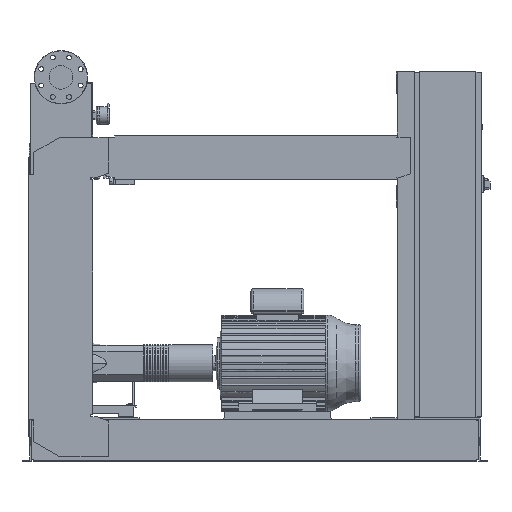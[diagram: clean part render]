
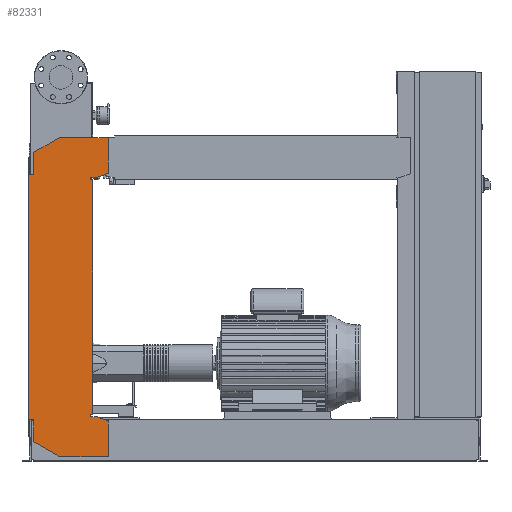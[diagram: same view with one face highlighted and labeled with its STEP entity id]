
A CAD part, front view. The second image highlights one B-rep face of the part: STEP entity #82331.
In plain terms, the highlighted free-form (B-spline) face has degree [1, 1] with [2, 2] control points.
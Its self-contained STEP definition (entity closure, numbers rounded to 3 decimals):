
#81816=CARTESIAN_POINT('',(-102.0,-234.5,1076.0));
#81817=VERTEX_POINT('',#81816);
#81824=CARTESIAN_POINT('',(-102.0,-234.5,1158.574));
#81825=VERTEX_POINT('',#81824);
#81826=CARTESIAN_POINT('',(-102.0,-234.5,1076.0));
#81827=DIRECTION('',(0.0,0.0,1.0));
#81828=VECTOR('',#81827,82.574);
#81829=LINE('',#81826,#81828);
#81830=EDGE_CURVE('',#81817,#81825,#81829,.T.);
#81848=CARTESIAN_POINT('',(-6.,-234.5,1214.0));
#81849=VERTEX_POINT('',#81848);
#81850=CARTESIAN_POINT('',(-102.0,-234.5,1158.574));
#81851=DIRECTION('',(0.866,0.0,0.5));
#81852=VECTOR('',#81851,110.851);
#81853=LINE('',#81850,#81852);
#81854=EDGE_CURVE('',#81825,#81849,#81853,.T.);
#81872=CARTESIAN_POINT('',(177.0,-234.5,1214.0));
#81873=VERTEX_POINT('',#81872);
#81874=CARTESIAN_POINT('',(-6.,-234.5,1214.0));
#81875=DIRECTION('',(1.0,0.0,0.0));
#81876=VECTOR('',#81875,183.0);
#81877=LINE('',#81874,#81876);
#81878=EDGE_CURVE('',#81849,#81873,#81877,.T.);
#81896=CARTESIAN_POINT('',(177.0,-234.5,1080.379));
#81897=VERTEX_POINT('',#81896);
#81898=CARTESIAN_POINT('',(177.0,-234.5,1214.0));
#81899=DIRECTION('',(0.0,0.0,-1.0));
#81900=VECTOR('',#81899,133.621);
#81901=LINE('',#81898,#81900);
#81902=EDGE_CURVE('',#81873,#81897,#81901,.T.);
#81920=CARTESIAN_POINT('',(132.,-234.5,1064.0));
#81921=VERTEX_POINT('',#81920);
#81922=CARTESIAN_POINT('',(177.0,-234.5,1080.379));
#81923=DIRECTION('',(-0.94,0.,-0.342));
#81924=VECTOR('',#81923,47.888);
#81925=LINE('',#81922,#81924);
#81926=EDGE_CURVE('',#81897,#81921,#81925,.T.);
#81944=CARTESIAN_POINT('',(112.0,-234.5,1064.0));
#81945=VERTEX_POINT('',#81944);
#81946=CARTESIAN_POINT('',(132.,-234.5,1064.0));
#81947=DIRECTION('',(-1.0,0.0,0.0));
#81948=VECTOR('',#81947,20.);
#81949=LINE('',#81946,#81948);
#81950=EDGE_CURVE('',#81921,#81945,#81949,.T.);
#81968=CARTESIAN_POINT('',(112.0,-234.5,1056.0));
#81969=VERTEX_POINT('',#81968);
#81970=CARTESIAN_POINT('',(112.0,-234.5,1064.0));
#81971=DIRECTION('',(0.0,0.0,-1.0));
#81972=VECTOR('',#81971,8.0);
#81973=LINE('',#81970,#81972);
#81974=EDGE_CURVE('',#81945,#81969,#81973,.T.);
#81992=CARTESIAN_POINT('',(120.,-234.5,1056.0));
#81993=VERTEX_POINT('',#81992);
#81994=CARTESIAN_POINT('',(112.0,-234.5,1056.0));
#81995=DIRECTION('',(1.0,0.0,0.0));
#81996=VECTOR('',#81995,8.);
#81997=LINE('',#81994,#81996);
#81998=EDGE_CURVE('',#81969,#81993,#81997,.T.);
#82016=CARTESIAN_POINT('',(120.,-234.5,176.));
#82017=VERTEX_POINT('',#82016);
#82028=CARTESIAN_POINT('',(120.,-234.5,1056.0));
#82029=DIRECTION('',(0.0,0.0,-1.0));
#82030=VECTOR('',#82029,880.);
#82031=LINE('',#82028,#82030);
#82032=EDGE_CURVE('',#81993,#82017,#82031,.T.);
#82046=CARTESIAN_POINT('',(112.,-234.5,176.));
#82047=VERTEX_POINT('',#82046);
#82048=CARTESIAN_POINT('',(120.,-234.5,176.));
#82049=DIRECTION('',(-1.0,0.0,0.0));
#82050=VECTOR('',#82049,8.);
#82051=LINE('',#82048,#82050);
#82052=EDGE_CURVE('',#82017,#82047,#82051,.T.);
#82070=CARTESIAN_POINT('',(112.,-234.5,168.));
#82071=VERTEX_POINT('',#82070);
#82072=CARTESIAN_POINT('',(112.,-234.5,176.));
#82073=DIRECTION('',(0.0,0.0,-1.0));
#82074=VECTOR('',#82073,8.0);
#82075=LINE('',#82072,#82074);
#82076=EDGE_CURVE('',#82047,#82071,#82075,.T.);
#82094=CARTESIAN_POINT('',(132.,-234.5,168.));
#82095=VERTEX_POINT('',#82094);
#82096=CARTESIAN_POINT('',(112.,-234.5,168.));
#82097=DIRECTION('',(1.0,0.0,0.0));
#82098=VECTOR('',#82097,20.0);
#82099=LINE('',#82096,#82098);
#82100=EDGE_CURVE('',#82071,#82095,#82099,.T.);
#82118=CARTESIAN_POINT('',(177.,-234.5,151.621));
#82119=VERTEX_POINT('',#82118);
#82120=CARTESIAN_POINT('',(132.,-234.5,168.));
#82121=DIRECTION('',(0.94,0.,-0.342));
#82122=VECTOR('',#82121,47.888);
#82123=LINE('',#82120,#82122);
#82124=EDGE_CURVE('',#82095,#82119,#82123,.T.);
#82142=CARTESIAN_POINT('',(177.,-234.5,18.0));
#82143=VERTEX_POINT('',#82142);
#82144=CARTESIAN_POINT('',(177.,-234.5,151.621));
#82145=DIRECTION('',(0.0,0.0,-1.0));
#82146=VECTOR('',#82145,133.621);
#82147=LINE('',#82144,#82146);
#82148=EDGE_CURVE('',#82119,#82143,#82147,.T.);
#82166=CARTESIAN_POINT('',(-4.,-234.5,18.0));
#82167=VERTEX_POINT('',#82166);
#82168=CARTESIAN_POINT('',(177.,-234.5,18.0));
#82169=DIRECTION('',(-1.0,0.0,0.0));
#82170=VECTOR('',#82169,181.);
#82171=LINE('',#82168,#82170);
#82172=EDGE_CURVE('',#82143,#82167,#82171,.T.);
#82190=CARTESIAN_POINT('',(-102.,-234.5,74.58));
#82191=VERTEX_POINT('',#82190);
#82192=CARTESIAN_POINT('',(-4.,-234.5,18.0));
#82193=DIRECTION('',(-0.866,0.0,0.5));
#82194=VECTOR('',#82193,113.161);
#82195=LINE('',#82192,#82194);
#82196=EDGE_CURVE('',#82167,#82191,#82195,.T.);
#82214=CARTESIAN_POINT('',(-102.,-234.5,156.0));
#82215=VERTEX_POINT('',#82214);
#82216=CARTESIAN_POINT('',(-102.,-234.5,74.58));
#82217=DIRECTION('',(0.0,0.0,1.0));
#82218=VECTOR('',#82217,81.42);
#82219=LINE('',#82216,#82218);
#82220=EDGE_CURVE('',#82191,#82215,#82219,.T.);
#82238=CARTESIAN_POINT('',(-122.,-234.5,156.0));
#82239=VERTEX_POINT('',#82238);
#82240=CARTESIAN_POINT('',(-102.,-234.5,156.0));
#82241=DIRECTION('',(-1.0,0.0,0.0));
#82242=VECTOR('',#82241,20.0);
#82243=LINE('',#82240,#82242);
#82244=EDGE_CURVE('',#82215,#82239,#82243,.T.);
#82262=CARTESIAN_POINT('',(-122.0,-234.5,1076.0));
#82263=VERTEX_POINT('',#82262);
#82276=CARTESIAN_POINT('',(-122.,-234.5,156.0));
#82277=DIRECTION('',(0.0,0.0,1.0));
#82278=VECTOR('',#82277,920.0);
#82279=LINE('',#82276,#82278);
#82280=EDGE_CURVE('',#82239,#82263,#82279,.T.);
#82294=CARTESIAN_POINT('',(-122.0,-234.5,1076.0));
#82295=DIRECTION('',(1.0,0.0,0.0));
#82296=VECTOR('',#82295,20.0);
#82297=LINE('',#82294,#82296);
#82298=EDGE_CURVE('',#82263,#81817,#82297,.T.);
#82304=CARTESIAN_POINT('',(-122.,-234.5,18.0));
#82305=CARTESIAN_POINT('',(177.0,-234.5,18.0));
#82306=CARTESIAN_POINT('',(-122.,-234.5,1214.0));
#82307=CARTESIAN_POINT('',(177.0,-234.5,1214.0));
#82308=B_SPLINE_SURFACE_WITH_KNOTS('',1,1,((#82304,#82306),(#82305,#82307)),.UNSPECIFIED.,.F.,.F.,.U.,(2,2),(2,2),(0.0,299.),(0.0,1196.0),.UNSPECIFIED.);
#82309=ORIENTED_EDGE('',*,*,#82298,.F.);
#82310=ORIENTED_EDGE('',*,*,#82280,.F.);
#82311=ORIENTED_EDGE('',*,*,#82244,.F.);
#82312=ORIENTED_EDGE('',*,*,#82220,.F.);
#82313=ORIENTED_EDGE('',*,*,#82196,.F.);
#82314=ORIENTED_EDGE('',*,*,#82172,.F.);
#82315=ORIENTED_EDGE('',*,*,#82148,.F.);
#82316=ORIENTED_EDGE('',*,*,#82124,.F.);
#82317=ORIENTED_EDGE('',*,*,#82100,.F.);
#82318=ORIENTED_EDGE('',*,*,#82076,.F.);
#82319=ORIENTED_EDGE('',*,*,#82052,.F.);
#82320=ORIENTED_EDGE('',*,*,#82032,.F.);
#82321=ORIENTED_EDGE('',*,*,#81998,.F.);
#82322=ORIENTED_EDGE('',*,*,#81974,.F.);
#82323=ORIENTED_EDGE('',*,*,#81950,.F.);
#82324=ORIENTED_EDGE('',*,*,#81926,.F.);
#82325=ORIENTED_EDGE('',*,*,#81902,.F.);
#82326=ORIENTED_EDGE('',*,*,#81878,.F.);
#82327=ORIENTED_EDGE('',*,*,#81854,.F.);
#82328=ORIENTED_EDGE('',*,*,#81830,.F.);
#82329=EDGE_LOOP('',(#82309,#82310,#82311,#82312,#82313,#82314,#82315,#82316,#82317,#82318,#82319,#82320,#82321,#82322,#82323,#82324,#82325,#82326,#82327,#82328));
#82330=FACE_OUTER_BOUND('',#82329,.T.);
#82331=ADVANCED_FACE('',(#82330),#82308,.T.);
